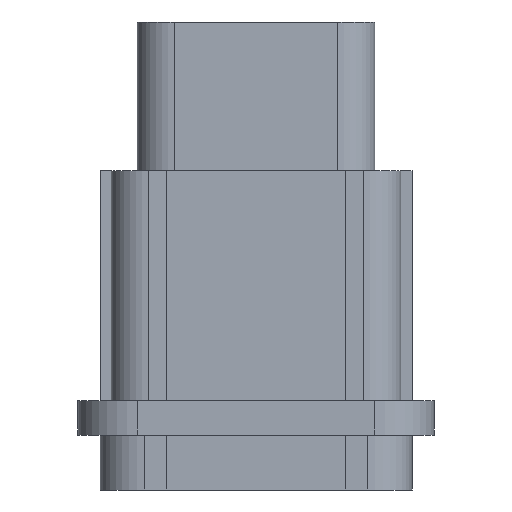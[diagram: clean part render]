
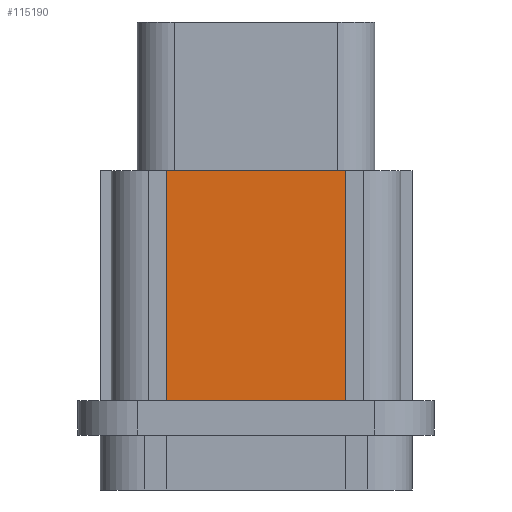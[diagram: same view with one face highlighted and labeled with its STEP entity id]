
A CAD part, front view. The second image highlights one B-rep face of the part: STEP entity #115190.
In plain terms, the highlighted planar face has unit normal (0, -1, 0).
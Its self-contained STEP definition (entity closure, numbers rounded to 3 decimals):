
#113990=CARTESIAN_POINT('',(58.784,38.289,19.5));
#114000=DIRECTION('',(-0.,-1.,-0.));
#114010=DIRECTION('',(-1.,0.,0.));
#114020=AXIS2_PLACEMENT_3D('',#113990,#114000,#114010);
#114030=PLANE('',#114020);
#114850=CARTESIAN_POINT('',(39.299,38.289,41.));
#114860=DIRECTION('',(-1.,0.,0.));
#114870=VECTOR('',#114860,1.);
#114880=LINE('',#114850,#114870);
#114890=CARTESIAN_POINT('',(54.284,38.289,41.));
#114900=VERTEX_POINT('',#114890);
#114910=CARTESIAN_POINT('',(42.284,38.289,41.));
#114920=VERTEX_POINT('',#114910);
#114930=EDGE_CURVE('',#114900,#114920,#114880,.T.);
#114940=ORIENTED_EDGE('',*,*,#114930,.T.);
#114950=CARTESIAN_POINT('',(54.284,38.289,19.5));
#114960=DIRECTION('',(0.,0.,1.));
#114970=VECTOR('',#114960,1.);
#114980=LINE('',#114950,#114970);
#114990=CARTESIAN_POINT('',(54.284,38.289,25.5));
#115000=VERTEX_POINT('',#114990);
#115010=EDGE_CURVE('',#115000,#114900,#114980,.T.);
#115020=ORIENTED_EDGE('',*,*,#115010,.T.);
#115030=CARTESIAN_POINT('',(39.299,38.289,25.5)
);
#115040=DIRECTION('',(1.,0.,0.));
#115050=VECTOR('',#115040,1.);
#115060=LINE('',#115030,#115050);
#115070=CARTESIAN_POINT('',(42.284,38.289,25.5));
#115080=VERTEX_POINT('',#115070);
#115090=EDGE_CURVE('',#115080,#115000,#115060,.T.);
#115100=ORIENTED_EDGE('',*,*,#115090,.T.);
#115110=CARTESIAN_POINT('',(42.284,38.289,19.5));
#115120=DIRECTION('',(0.,0.,-1.));
#115130=VECTOR('',#115120,1.);
#115140=LINE('',#115110,#115130);
#115150=EDGE_CURVE('',#114920,#115080,#115140,.T.);
#115160=ORIENTED_EDGE('',*,*,#115150,.T.);
#115170=EDGE_LOOP('',(#115160,#115100,#115020,#114940));
#115180=FACE_OUTER_BOUND('',#115170,.T.);
#115190=ADVANCED_FACE('',(#115180),#114030,.T.);
